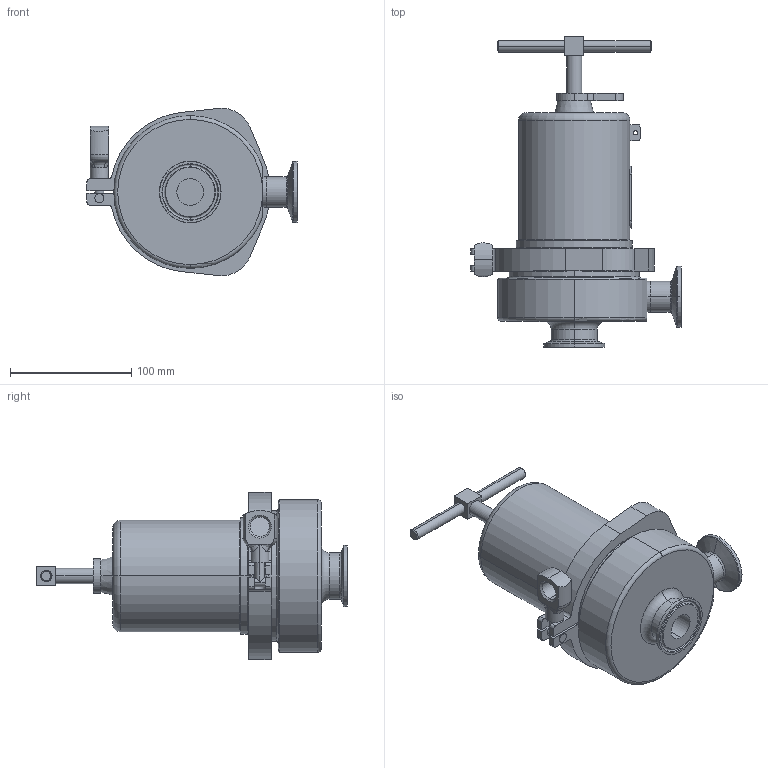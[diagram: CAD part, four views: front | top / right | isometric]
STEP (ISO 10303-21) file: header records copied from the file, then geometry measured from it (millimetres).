
FILE_DESCRIPTION (( 'STEP AP203' ), '1' );
FILE_NAME ('96C-100.STEP', '2017-06-07T18:24:39', ( '' ), ( '' ), 'SwSTEP 2.0', 'SolidWorks 2014', '' );
FILE_SCHEMA (( 'CONFIG_CONTROL_DESIGN' ));
Length unit declared in the file: inch
Products named in the file (2): 96C-100
Bounding box: 173.13 x 256.03 x 137.94 mm (x, y, z)
Volume: 1564859.3 mm3; surface area: 133071.2 mm2
Topology: 2 solids, 2 shells, 212 faces, 509 edges, 310 vertices
Faces by surface type: cylinder 82, plane 54, torus 40, cone 32, bspline 4
Entity records: 6847 total; most frequent: CARTESIAN_POINT 1638, DIRECTION 1158, ORIENTED_EDGE 1006, EDGE_CURVE 503, AXIS2_PLACEMENT_3D 476, VERTEX_POINT 310, CIRCLE 266, EDGE_LOOP 235
